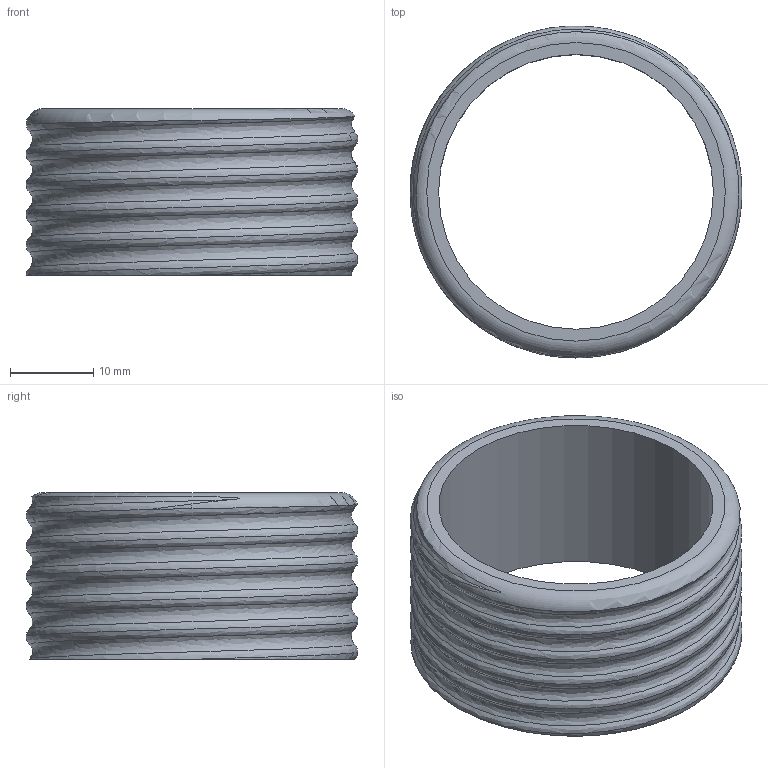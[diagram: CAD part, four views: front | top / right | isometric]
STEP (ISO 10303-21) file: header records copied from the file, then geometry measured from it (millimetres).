
FILE_DESCRIPTION(/* description */ (''),/* implementation_level */ '2;1');
FILE_NAME(/* name */ '32269699-5737-4e5b-8f11-f0fa4da13cee.stp',/* time_stamp */ '2020-06-22T15:42:21+00:00',/* author */ (''),/* organization */ (''),/* preprocessor_version */ 'ST-DEVELOPER v18.1',/* originating_system */ 'Autodesk Translation Framework v9.3.0.1241',/* authorisation */ '');
FILE_SCHEMA (('AUTOMOTIVE_DESIGN { 1 0 10303 214 3 1 1 }'));
Length unit declared in the file: millimetre
Products named in the file (1): NATO_40mm_Thread_Male
Bounding box: 39.85 x 39.85 x 20 mm (x, y, z)
Volume: 6791.7 mm3; surface area: 5436.4 mm2
Topology: 1 solids, 1 shells, 13 faces, 34 edges, 23 vertices
Faces by surface type: cylinder 6, bspline 3, torus 2, plane 2
Full cylindrical faces by diameter (mm): 33 x1, 39.046 x4
Entity records: 4273 total; most frequent: CARTESIAN_POINT 3964, ORIENTED_EDGE 68, DIRECTION 37, EDGE_CURVE 34, B_SPLINE_CURVE_WITH_KNOTS 25, VERTEX_POINT 23, AXIS2_PLACEMENT_3D 17, EDGE_LOOP 15
